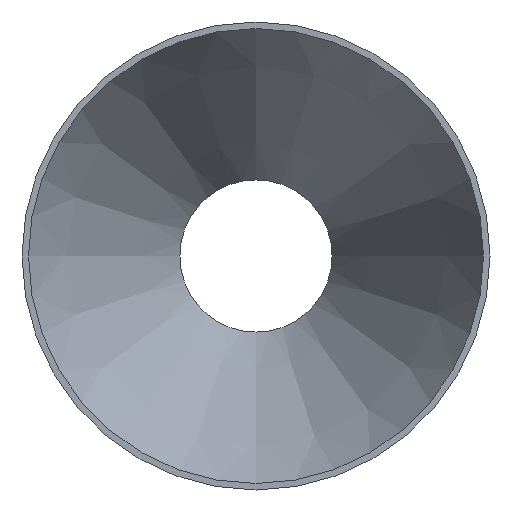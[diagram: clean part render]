
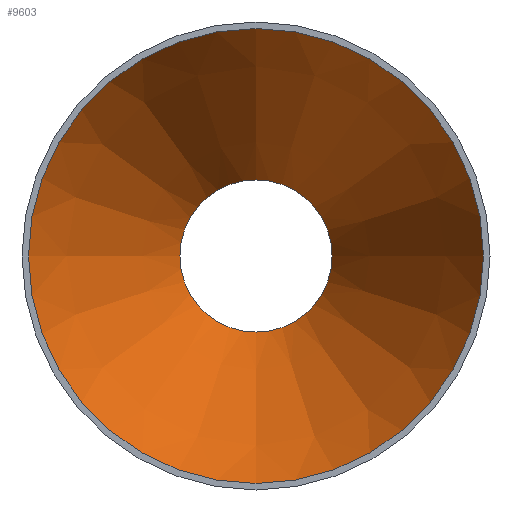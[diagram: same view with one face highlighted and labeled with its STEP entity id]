
A CAD part, front view. The second image highlights one B-rep face of the part: STEP entity #9603.
In plain terms, the highlighted conical face has half-angle 27.305 degrees and reference radius 157.448 mm.
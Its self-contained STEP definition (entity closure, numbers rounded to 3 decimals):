
#387 = EDGE_LOOP ( 'NONE', ( #16418 ) ) ;
#1350 = CONICAL_SURFACE ( 'NONE', #9155, 157.448, 0.477 ) ;
#2844 = CARTESIAN_POINT ( 'NONE',  ( 0., 0., -157.448 ) ) ;
#2877 = EDGE_CURVE ( 'NONE', #26530, #26530, #13875, .T. ) ;
#4442 = DIRECTION ( 'NONE',  ( 0., 0., -1. ) ) ;
#4650 = AXIS2_PLACEMENT_3D ( 'NONE', #26098, #21812, #25833 ) ;
#6962 = CIRCLE ( 'NONE', #14723, 52.648 ) ;
#7034 = CARTESIAN_POINT ( 'NONE',  ( 0., 0., 0. ) ) ;
#9155 = AXIS2_PLACEMENT_3D ( 'NONE', #7034, #11200, #4442 ) ;
#9603 = ADVANCED_FACE ( 'NONE', ( #17814, #15816 ), #1350, .F. ) ;
#10469 = EDGE_LOOP ( 'NONE', ( #26742 ) ) ;
#11200 = DIRECTION ( 'NONE',  ( 0., -1., 0. ) ) ;
#11317 = VERTEX_POINT ( 'NONE', #22680 ) ;
#13875 = CIRCLE ( 'NONE', #4650, 157.448 ) ;
#14723 = AXIS2_PLACEMENT_3D ( 'NONE', #24810, #20667, #16515 ) ;
#15171 = EDGE_CURVE ( 'NONE', #11317, #11317, #6962, .T. ) ;
#15816 = FACE_OUTER_BOUND ( 'NONE', #387, .T. ) ;
#16418 = ORIENTED_EDGE ( 'NONE', *, *, #2877, .T. ) ;
#16515 = DIRECTION ( 'NONE',  ( 0., 0., -1. ) ) ;
#17814 = FACE_BOUND ( 'NONE', #10469, .T. ) ;
#20667 = DIRECTION ( 'NONE',  ( 0., -1., 0. ) ) ;
#21812 = DIRECTION ( 'NONE',  ( 0., -1., 0. ) ) ;
#22680 = CARTESIAN_POINT ( 'NONE',  ( 0., 203., -52.648 ) ) ;
#24810 = CARTESIAN_POINT ( 'NONE',  ( 0., 203., 0. ) ) ;
#25833 = DIRECTION ( 'NONE',  ( 0., 0., -1. ) ) ;
#26098 = CARTESIAN_POINT ( 'NONE',  ( 0., 0., 0. ) ) ;
#26530 = VERTEX_POINT ( 'NONE', #2844 ) ;
#26742 = ORIENTED_EDGE ( 'NONE', *, *, #15171, .F. ) ;
